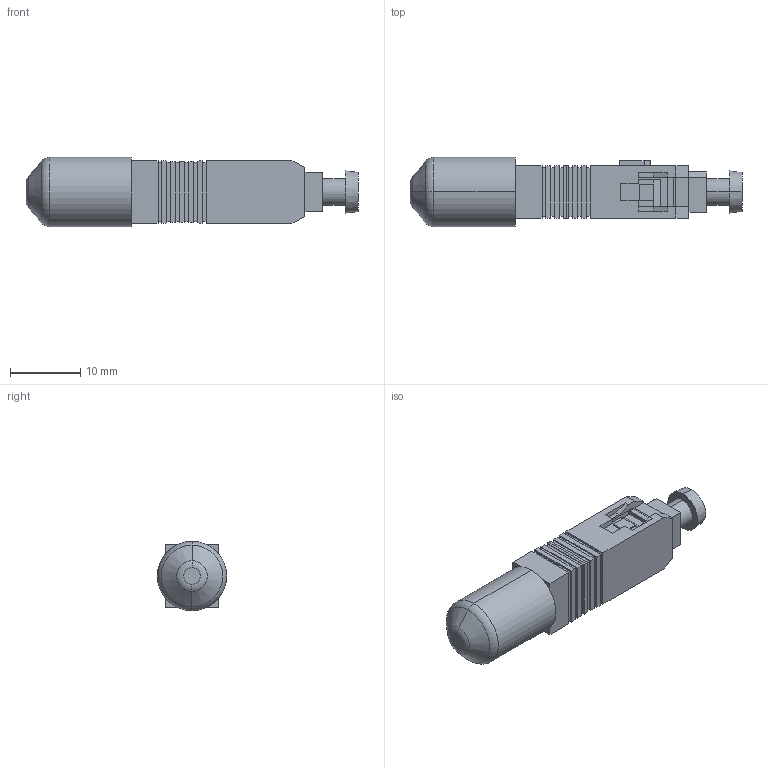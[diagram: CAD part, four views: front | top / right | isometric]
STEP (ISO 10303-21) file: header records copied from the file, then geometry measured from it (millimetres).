
FILE_DESCRIPTION (( 'STEP AP214' ), '1' );
FILE_NAME ('FOA-SM-SCMSTF_3D.STEP', '2020-07-14T14:06:46', ( '' ), ( '' ), 'SwSTEP 2.0', 'SolidWorks 2018', '' );
FILE_SCHEMA (( 'AUTOMOTIVE_DESIGN' ));
Length unit declared in the file: inch
Products named in the file (5): 3AB09-008; FOA-SM-SCMSTF-MA2; FOA-SM-SCMSTF_3D; FOA-SM-SCMSTF-MA1; 3AB09-001
Assembly tree (4 placements, depth 2):
  FOA-SM-SCMSTF_3D
    FOA-SM-SCMSTF-MA1
    FOA-SM-SCMSTF-MA2
    3AB09-008
    3AB09-001
Bounding box: 47.27 x 9.86 x 9.86 mm (x, y, z)
Volume: 1707 mm3; surface area: 4057.1 mm2
Topology: 4 solids, 4 shells, 240 faces, 617 edges, 404 vertices
Faces by surface type: plane 177, cylinder 49, cone 8, torus 6
Entity records: 8838 total; most frequent: CARTESIAN_POINT 1420, ORIENTED_EDGE 1234, DIRECTION 1207, EDGE_CURVE 617, LINE 485, VECTOR 485, VERTEX_POINT 404, AXIS2_PLACEMENT_3D 361
